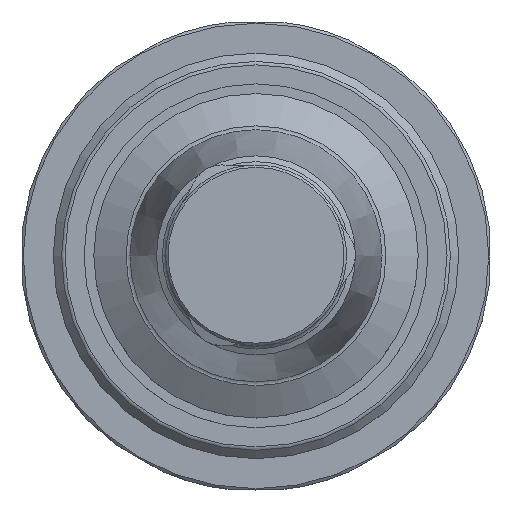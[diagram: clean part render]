
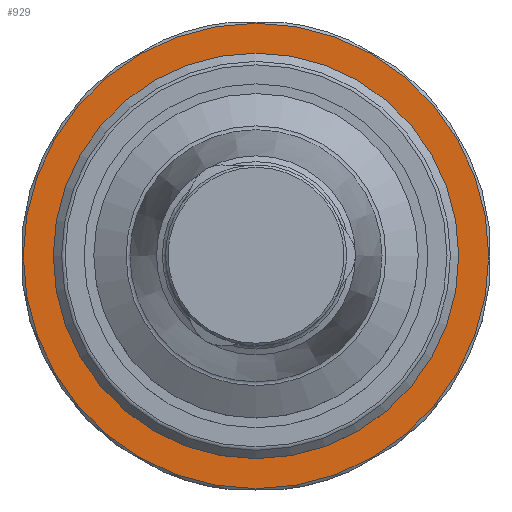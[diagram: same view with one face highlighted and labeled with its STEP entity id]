
A CAD part, top view. The second image highlights one B-rep face of the part: STEP entity #929.
In plain terms, the highlighted planar face has unit normal (0, 0, 1).
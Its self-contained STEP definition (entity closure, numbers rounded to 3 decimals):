
#78=PLANE('',#1024);
#129=CIRCLE('',#1023,24.65);
#130=CIRCLE('',#1025,28.7);
#199=ORIENTED_EDGE('',*,*,#442,.T.);
#200=ORIENTED_EDGE('',*,*,#443,.F.);
#442=EDGE_CURVE('',#569,#569,#129,.T.);
#443=EDGE_CURVE('',#570,#570,#130,.T.);
#569=VERTEX_POINT('',#1483);
#570=VERTEX_POINT('',#1486);
#715=EDGE_LOOP('',(#199));
#716=EDGE_LOOP('',(#200));
#815=FACE_BOUND('',#715,.T.);
#816=FACE_BOUND('',#716,.T.);
#929=ADVANCED_FACE('',(#815,#816),#78,.F.);
#1023=AXIS2_PLACEMENT_3D('',#1482,#1175,#1176);
#1024=AXIS2_PLACEMENT_3D('',#1484,#1177,#1178);
#1025=AXIS2_PLACEMENT_3D('',#1485,#1179,#1180);
#1175=DIRECTION('',(0.,0.,-1.));
#1176=DIRECTION('',(-1.,0.,0.));
#1177=DIRECTION('',(0.,0.,-1.));
#1178=DIRECTION('',(-1.,0.,0.));
#1179=DIRECTION('',(0.,0.,-1.));
#1180=DIRECTION('',(-1.,0.,0.));
#1482=CARTESIAN_POINT('',(0.,0.,-0.996));
#1483=CARTESIAN_POINT('',(-24.65,0.,-0.996));
#1484=CARTESIAN_POINT('',(-24.65,0.,-0.996));
#1485=CARTESIAN_POINT('',(0.,0.,-0.996));
#1486=CARTESIAN_POINT('',(-28.7,0.,-0.996));
